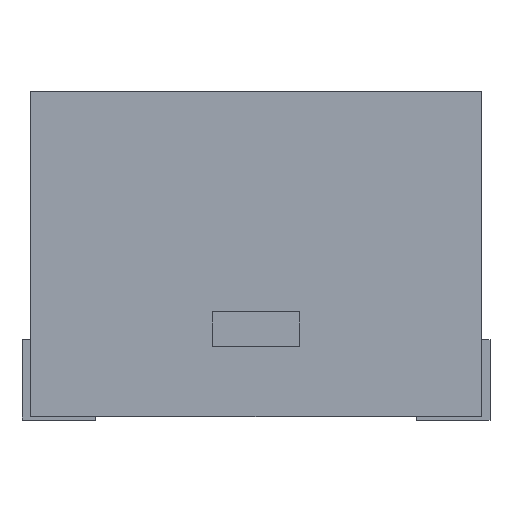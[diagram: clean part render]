
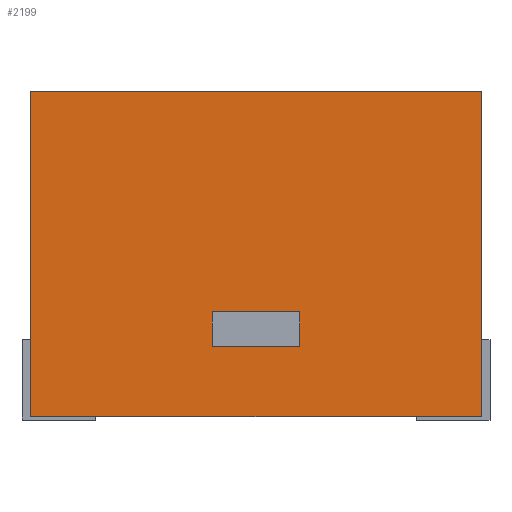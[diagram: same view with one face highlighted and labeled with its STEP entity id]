
A CAD part, top view. The second image highlights one B-rep face of the part: STEP entity #2199.
In plain terms, the highlighted planar face has unit normal (0, 0, 1).
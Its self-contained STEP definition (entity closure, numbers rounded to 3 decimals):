
#18 = CARTESIAN_POINT ( 'NONE',  ( 1.25, 0., 3.3 ) ) ;
#98 = ORIENTED_EDGE ( 'NONE', *, *, #1992, .T. ) ;
#114 = LINE ( 'NONE', #614, #2445 ) ;
#135 = DIRECTION ( 'NONE',  ( 1., 0., 0. ) ) ;
#149 = DIRECTION ( 'NONE',  ( 1., 0., 0. ) ) ;
#174 = VECTOR ( 'NONE', #597, 1000. ) ;
#206 = CARTESIAN_POINT ( 'NONE',  ( -1.25, 0., 3.3 ) ) ;
#244 = CARTESIAN_POINT ( 'NONE',  ( 6.45, 9.4, 3.3 ) ) ;
#322 = EDGE_CURVE ( 'NONE', #2437, #1283, #1944, .T. ) ;
#386 = DIRECTION ( 'NONE',  ( 1., 0., 0. ) ) ;
#478 = EDGE_LOOP ( 'NONE', ( #1028, #98, #2359, #1050 ) ) ;
#499 = LINE ( 'NONE', #815, #1851 ) ;
#526 = CARTESIAN_POINT ( 'NONE',  ( 1.25, 3.1, 3.3 ) ) ;
#528 = DIRECTION ( 'NONE',  ( 0., 0., 1. ) ) ;
#535 = VERTEX_POINT ( 'NONE', #845 ) ;
#597 = DIRECTION ( 'NONE',  ( -1., 0., 0. ) ) ;
#608 = CARTESIAN_POINT ( 'NONE',  ( 0., 9.4, 3.3 ) ) ;
#614 = CARTESIAN_POINT ( 'NONE',  ( 0., 3.1, 3.3 ) ) ;
#633 = VERTEX_POINT ( 'NONE', #2376 ) ;
#666 = LINE ( 'NONE', #18, #981 ) ;
#667 = DIRECTION ( 'NONE',  ( 0., 1., 0. ) ) ;
#806 = DIRECTION ( 'NONE',  ( 0., 1., 0. ) ) ;
#815 = CARTESIAN_POINT ( 'NONE',  ( -6.45, 0., 3.3 ) ) ;
#835 = EDGE_CURVE ( 'NONE', #535, #1755, #913, .T. ) ;
#845 = CARTESIAN_POINT ( 'NONE',  ( -1.25, 2.1, 3.3 ) ) ;
#906 = DIRECTION ( 'NONE',  ( 1., 0., 0. ) ) ;
#912 = CARTESIAN_POINT ( 'NONE',  ( 1.25, 2.1, 3.3 ) ) ;
#913 = LINE ( 'NONE', #1282, #1646 ) ;
#948 = LINE ( 'NONE', #206, #1980 ) ;
#981 = VECTOR ( 'NONE', #2129, 1000. ) ;
#1028 = ORIENTED_EDGE ( 'NONE', *, *, #835, .F. ) ;
#1050 = ORIENTED_EDGE ( 'NONE', *, *, #1331, .F. ) ;
#1076 = ORIENTED_EDGE ( 'NONE', *, *, #2269, .T. ) ;
#1085 = PLANE ( 'NONE',  #1644 ) ;
#1102 = EDGE_CURVE ( 'NONE', #1466, #1283, #499, .T. ) ;
#1135 = DIRECTION ( 'NONE',  ( 0., 1., 0. ) ) ;
#1209 = LINE ( 'NONE', #1468, #2252 ) ;
#1259 = ORIENTED_EDGE ( 'NONE', *, *, #1826, .T. ) ;
#1281 = CARTESIAN_POINT ( 'NONE',  ( -6.45, 9.4, 3.3 ) ) ;
#1282 = CARTESIAN_POINT ( 'NONE',  ( 0., 2.1, 3.3 ) ) ;
#1283 = VERTEX_POINT ( 'NONE', #1281 ) ;
#1331 = EDGE_CURVE ( 'NONE', #1755, #1795, #666, .T. ) ;
#1416 = FACE_BOUND ( 'NONE', #478, .T. ) ;
#1419 = ORIENTED_EDGE ( 'NONE', *, *, #322, .T. ) ;
#1437 = EDGE_LOOP ( 'NONE', ( #1645, #1259, #1076, #1419 ) ) ;
#1466 = VERTEX_POINT ( 'NONE', #1781 ) ;
#1468 = CARTESIAN_POINT ( 'NONE',  ( 6.45, 0., 3.3 ) ) ;
#1497 = FACE_OUTER_BOUND ( 'NONE', #1437, .T. ) ;
#1593 = VECTOR ( 'NONE', #135, 1000. ) ;
#1644 = AXIS2_PLACEMENT_3D ( 'NONE', #1842, #528, #149 ) ;
#1645 = ORIENTED_EDGE ( 'NONE', *, *, #1102, .F. ) ;
#1646 = VECTOR ( 'NONE', #906, 1000. ) ;
#1716 = CARTESIAN_POINT ( 'NONE',  ( 6.45, 0.1, 3.3 ) ) ;
#1755 = VERTEX_POINT ( 'NONE', #912 ) ;
#1781 = CARTESIAN_POINT ( 'NONE',  ( -6.45, 0.1, 3.3 ) ) ;
#1795 = VERTEX_POINT ( 'NONE', #526 ) ;
#1826 = EDGE_CURVE ( 'NONE', #1466, #2053, #2181, .T. ) ;
#1842 = CARTESIAN_POINT ( 'NONE',  ( 0., 0., 3.3 ) ) ;
#1851 = VECTOR ( 'NONE', #667, 1000. ) ;
#1944 = LINE ( 'NONE', #608, #174 ) ;
#1980 = VECTOR ( 'NONE', #1135, 1000. ) ;
#1992 = EDGE_CURVE ( 'NONE', #535, #633, #948, .T. ) ;
#2053 = VERTEX_POINT ( 'NONE', #1716 ) ;
#2129 = DIRECTION ( 'NONE',  ( 0., 1., 0. ) ) ;
#2181 = LINE ( 'NONE', #2227, #1593 ) ;
#2199 = ADVANCED_FACE ( 'NONE', ( #1416, #1497 ), #1085, .T. ) ;
#2227 = CARTESIAN_POINT ( 'NONE',  ( 0., 0.1, 3.3 ) ) ;
#2252 = VECTOR ( 'NONE', #806, 1000. ) ;
#2269 = EDGE_CURVE ( 'NONE', #2053, #2437, #1209, .T. ) ;
#2322 = EDGE_CURVE ( 'NONE', #633, #1795, #114, .T. ) ;
#2359 = ORIENTED_EDGE ( 'NONE', *, *, #2322, .T. ) ;
#2376 = CARTESIAN_POINT ( 'NONE',  ( -1.25, 3.1, 3.3 ) ) ;
#2437 = VERTEX_POINT ( 'NONE', #244 ) ;
#2445 = VECTOR ( 'NONE', #386, 1000. ) ;
